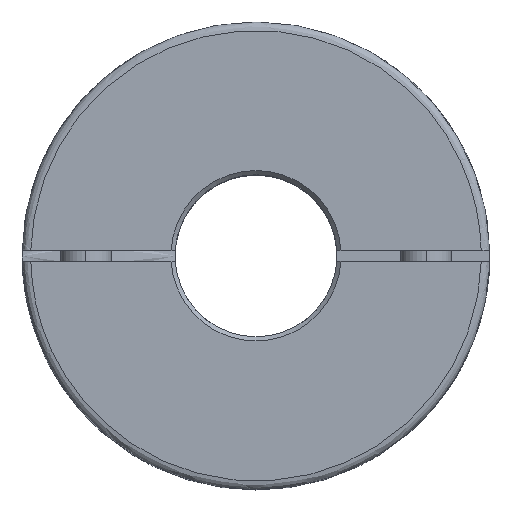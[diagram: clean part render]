
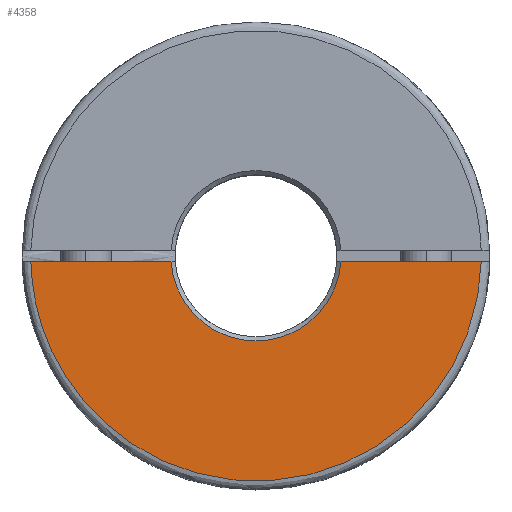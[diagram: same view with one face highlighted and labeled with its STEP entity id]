
A CAD part, top view. The second image highlights one B-rep face of the part: STEP entity #4358.
In plain terms, the highlighted planar face has unit normal (0, 0, 1).
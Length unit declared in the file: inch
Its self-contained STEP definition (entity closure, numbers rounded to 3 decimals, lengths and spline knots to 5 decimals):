
#175 = CARTESIAN_POINT ( 'NONE',  ( -1.04299, -0.02559, 0.90551 ) ) ;
#239 = EDGE_CURVE ( 'NONE', #8136, #3081, #5717, .T. ) ;
#240 = ORIENTED_EDGE ( 'NONE', *, *, #5884, .F. ) ;
#343 = CARTESIAN_POINT ( 'NONE',  ( 0.37402, -0.02559, 0.90551 ) ) ;
#351 = VERTEX_POINT ( 'NONE', #1767 ) ;
#520 = CARTESIAN_POINT ( 'NONE',  ( 0.37402, -0.02559, 0.90551 ) ) ;
#653 = PLANE ( 'NONE',  #1481 ) ;
#1058 = VECTOR ( 'NONE', #4273, 39.37008 ) ;
#1167 = EDGE_LOOP ( 'NONE', ( #5068, #2789, #7673, #240 ) ) ;
#1294 = CARTESIAN_POINT ( 'NONE',  ( 0., 0., 0.90551 ) ) ;
#1481 = AXIS2_PLACEMENT_3D ( 'NONE', #2634, #5358, #8060 ) ;
#1494 = EDGE_CURVE ( 'NONE', #3081, #351, #6508, .T. ) ;
#1516 = AXIS2_PLACEMENT_3D ( 'NONE', #1294, #2702, #6221 ) ;
#1767 = CARTESIAN_POINT ( 'NONE',  ( -0.39385, -0.02559, 0.90551 ) ) ;
#1800 = LINE ( 'NONE', #520, #6765 ) ;
#1988 = CARTESIAN_POINT ( 'NONE',  ( -0.99422, -2.01343, 0.90551 ) ) ;
#2503 = EDGE_CURVE ( 'NONE', #7613, #351, #5348, .T. ) ;
#2634 = CARTESIAN_POINT ( 'NONE',  ( 0., 0., 0.90551 ) ) ;
#2702 = DIRECTION ( 'NONE',  ( 0., 0., -1. ) ) ;
#2789 = ORIENTED_EDGE ( 'NONE', *, *, #1494, .F. ) ;
#3081 = VERTEX_POINT ( 'NONE', #4794 ) ;
#4273 = DIRECTION ( 'NONE',  ( 1., 0., 0. ) ) ;
#4358 = ADVANCED_FACE ( 'NONE', ( #8146 ), #653, .T. ) ;
#4508 = DIRECTION ( 'NONE',  ( 1., 0., 0. ) ) ;
#4794 = CARTESIAN_POINT ( 'NONE',  ( -1.04299, -0.02559, 0.90551 ) ) ;
#5068 = ORIENTED_EDGE ( 'NONE', *, *, #2503, .T. ) ;
#5348 = CIRCLE ( 'NONE', #1516, 0.39469 ) ;
#5358 = DIRECTION ( 'NONE',  ( 0., 0., 1. ) ) ;
#5717 =( BOUNDED_CURVE ( )  B_SPLINE_CURVE ( 3, ( #6877, #8074, #1988, #175 ),
 .UNSPECIFIED., .F., .F. ) 
 B_SPLINE_CURVE_WITH_KNOTS ( ( 4, 4 ),
 ( 0., 1. ),
 .UNSPECIFIED. ) 
 CURVE ( )  GEOMETRIC_REPRESENTATION_ITEM ( )  RATIONAL_B_SPLINE_CURVE ( ( 1., 0.35, 0.35, 1. ) ) 
 REPRESENTATION_ITEM ( '' )  );
#5825 = CARTESIAN_POINT ( 'NONE',  ( 1.04299, -0.02559, 0.90551 ) ) ;
#5884 = EDGE_CURVE ( 'NONE', #7613, #8136, #1800, .T. ) ;
#6221 = DIRECTION ( 'NONE',  ( 1., 0., 0. ) ) ;
#6508 = LINE ( 'NONE', #343, #1058 ) ;
#6765 = VECTOR ( 'NONE', #4508, 39.37008 ) ;
#6877 = CARTESIAN_POINT ( 'NONE',  ( 1.04299, -0.02559, 0.90551 ) ) ;
#7480 = CARTESIAN_POINT ( 'NONE',  ( 0.39385, -0.02559, 0.90551 ) ) ;
#7613 = VERTEX_POINT ( 'NONE', #7480 ) ;
#7673 = ORIENTED_EDGE ( 'NONE', *, *, #239, .F. ) ;
#8060 = DIRECTION ( 'NONE',  ( 1., 0., 0. ) ) ;
#8074 = CARTESIAN_POINT ( 'NONE',  ( 0.99422, -2.01343, 0.90551 ) ) ;
#8136 = VERTEX_POINT ( 'NONE', #5825 ) ;
#8146 = FACE_OUTER_BOUND ( 'NONE', #1167, .T. ) ;
